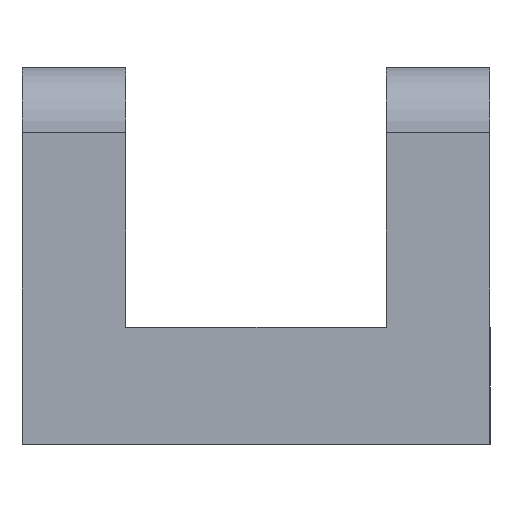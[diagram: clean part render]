
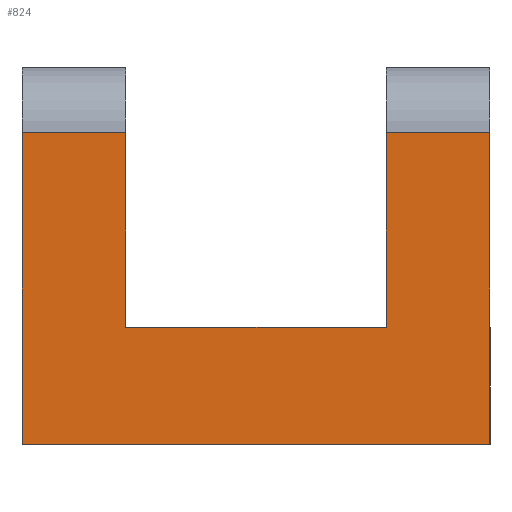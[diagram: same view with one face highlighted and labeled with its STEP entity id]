
A CAD part, left-side view. The second image highlights one B-rep face of the part: STEP entity #824.
In plain terms, the highlighted planar face has unit normal (-1, 0, 0).
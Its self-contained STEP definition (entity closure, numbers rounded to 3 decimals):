
#86=FACE_OUTER_BOUND('',#139,.T.);
#139=EDGE_LOOP('',(#752,#753,#754,#755,#756,#757,#758,#759));
#142=LINE('',#1170,#219);
#157=LINE('',#1227,#234);
#178=LINE('',#1300,#255);
#179=LINE('',#1305,#256);
#185=LINE('',#1328,#262);
#188=LINE('',#1335,#265);
#190=LINE('',#1341,#267);
#217=LINE('',#1396,#294);
#219=VECTOR('',#928,10.);
#234=VECTOR('',#973,10.);
#255=VECTOR('',#1032,10.);
#256=VECTOR('',#1037,10.);
#262=VECTOR('',#1063,10.);
#265=VECTOR('',#1072,10.);
#267=VECTOR('',#1078,10.);
#294=VECTOR('',#1157,10.);
#337=VERTEX_POINT('',#1167);
#338=VERTEX_POINT('',#1169);
#364=VERTEX_POINT('',#1224);
#365=VERTEX_POINT('',#1226);
#398=VERTEX_POINT('',#1298);
#400=VERTEX_POINT('',#1304);
#406=VERTEX_POINT('',#1324);
#410=VERTEX_POINT('',#1339);
#415=EDGE_CURVE('',#337,#338,#142,.T.);
#443=EDGE_CURVE('',#365,#364,#157,.T.);
#480=EDGE_CURVE('',#364,#398,#178,.T.);
#482=EDGE_CURVE('',#365,#400,#179,.T.);
#494=EDGE_CURVE('',#400,#406,#185,.T.);
#498=EDGE_CURVE('',#406,#337,#188,.T.);
#501=EDGE_CURVE('',#410,#398,#190,.T.);
#529=EDGE_CURVE('',#338,#410,#217,.T.);
#752=ORIENTED_EDGE('',*,*,#494,.F.);
#753=ORIENTED_EDGE('',*,*,#482,.F.);
#754=ORIENTED_EDGE('',*,*,#443,.T.);
#755=ORIENTED_EDGE('',*,*,#480,.T.);
#756=ORIENTED_EDGE('',*,*,#501,.F.);
#757=ORIENTED_EDGE('',*,*,#529,.F.);
#758=ORIENTED_EDGE('',*,*,#415,.F.);
#759=ORIENTED_EDGE('',*,*,#498,.F.);
#784=PLANE('',#919);
#824=ADVANCED_FACE('',(#86),#784,.T.);
#919=AXIS2_PLACEMENT_3D('',#1397,#1158,#1159);
#928=DIRECTION('',(0.,1.,0.));
#973=DIRECTION('',(0.,1.,0.));
#1032=DIRECTION('',(0.,0.,1.));
#1037=DIRECTION('',(0.,0.,1.));
#1063=DIRECTION('',(0.,-1.,0.));
#1072=DIRECTION('',(0.,0.,-1.));
#1078=DIRECTION('',(0.,-1.,0.));
#1157=DIRECTION('',(0.,0.,1.));
#1158=DIRECTION('center_axis',(-1.,0.,0.));
#1159=DIRECTION('ref_axis',(0.,0.,1.));
#1167=CARTESIAN_POINT('',(381.,232.,332.));
#1169=CARTESIAN_POINT('',(381.,268.,332.));
#1170=CARTESIAN_POINT('',(381.,250.,332.));
#1224=CARTESIAN_POINT('',(381.,260.,341.));
#1226=CARTESIAN_POINT('',(381.,240.,341.));
#1227=CARTESIAN_POINT('',(381.,250.,341.));
#1298=CARTESIAN_POINT('',(381.,260.,356.));
#1300=CARTESIAN_POINT('',(381.,260.,341.));
#1304=CARTESIAN_POINT('',(381.,240.,356.));
#1305=CARTESIAN_POINT('',(381.,240.,341.));
#1324=CARTESIAN_POINT('',(381.,232.,356.));
#1328=CARTESIAN_POINT('',(381.,259.,356.));
#1335=CARTESIAN_POINT('',(381.,232.,333.));
#1339=CARTESIAN_POINT('',(381.,268.,356.));
#1341=CARTESIAN_POINT('',(381.,259.,356.));
#1396=CARTESIAN_POINT('',(381.,268.,341.));
#1397=CARTESIAN_POINT('Origin',(381.,268.,333.));
